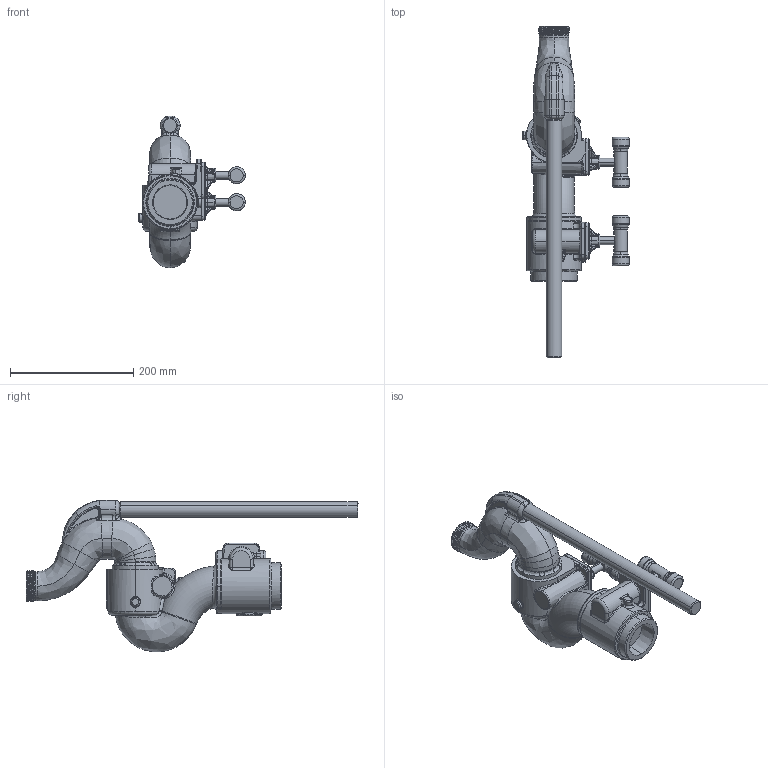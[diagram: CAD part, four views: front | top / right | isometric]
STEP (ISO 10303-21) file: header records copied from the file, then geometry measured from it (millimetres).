
FILE_DESCRIPTION (( 'STEP AP214' ), '1' );
FILE_NAME ('8392_SidewinderDD.STEP', '2010-07-22T15:30:25', ( 'Rick' ), ( '' ), 'SwSTEP 2.0', 'SolidWorks 2010', '' );
FILE_SCHEMA (( 'AUTOMOTIVE_DESIGN' ));
Length unit declared in the file: inch
Products named in the file (9): Products.Monitors.8392-121(Sidewinder) Tiller-8392-121(Sidewinder) Brass36750001HANDLE MONITOR20NULL; Products.Valves.2900 Series-2925-G10455001Adapter-Flanged (2925-G) Small Gearcase40NULL; Products.Monitors.8392-121(Sidewinder) Tiller-8392-121(Sidewinder) Brass8392-1218392 Monitor20NULL; Products.Monitors.8392-121(Sidewinder) Tiller-8392-121(Sidewinder) Brass17926001Body - Outlet 8392-12110NULL; 8392_SidewinderDD; Users.Eric_Combs-INDUSTRIAL RAM36724001HANDLE-LOCK (ALM)10NULL; Products.Monitors.8392-121(Sidewinder) Tiller-8392-121(Sidewinder) Brass17925001Body - Base Inlet 8392-12110NULL; Products.Monitors.8392-121(Sidewinder) Tiller-8392-121(Sidewinder) Brass17951001Base - Monitor (2.0 NPT Fem) 839210NULL; Products.Monitors.8492-02 (Sidewinder) Tiller-8492-0262813001Lock stud shaft ss 8492-02110NULL
Assembly tree (11 placements, depth 3):
  8392_SidewinderDD
    Products.Monitors.8392-121(Sidewinder) Tiller-8392-121(Sidewinder) Brass8392-1218392 Monitor20NULL
      Users.Eric_Combs-INDUSTRIAL RAM36724001HANDLE-LOCK (ALM)10NULL  x2
      Products.Valves.2900 Series-2925-G10455001Adapter-Flanged (2925-G) Small Gearcase40NULL  x2
      Products.Monitors.8392-121(Sidewinder) Tiller-8392-121(Sidewinder) Brass17926001Body - Outlet 8392-12110NULL
      Products.Monitors.8492-02 (Sidewinder) Tiller-8492-0262813001Lock stud shaft ss 8492-02110NULL  x2
      Products.Monitors.8392-121(Sidewinder) Tiller-8392-121(Sidewinder) Brass17951001Base - Monitor (2.0 NPT Fem) 839210NULL
      Products.Monitors.8392-121(Sidewinder) Tiller-8392-121(Sidewinder) Brass36750001HANDLE MONITOR20NULL
      Products.Monitors.8392-121(Sidewinder) Tiller-8392-121(Sidewinder) Brass17925001Body - Base Inlet 8392-12110NULL
Bounding box: 172.91 x 539.75 x 246.57 mm (x, y, z)
Volume: 3497757.7 mm3; surface area: 304363.1 mm2
Topology: 10 solids, 10 shells, 867 faces, 2089 edges, 1200 vertices
Faces by surface type: bspline 425, cylinder 198, plane 123, torus 68, cone 46, sphere 7
Entity records: 46277 total; most frequent: CARTESIAN_POINT 30018, ORIENTED_EDGE 3334, DIRECTION 2067, EDGE_CURVE 1667, VERTEX_POINT 983, AXIS2_PLACEMENT_3D 873, B_SPLINE_CURVE_WITH_KNOTS 772, EDGE_LOOP 726
